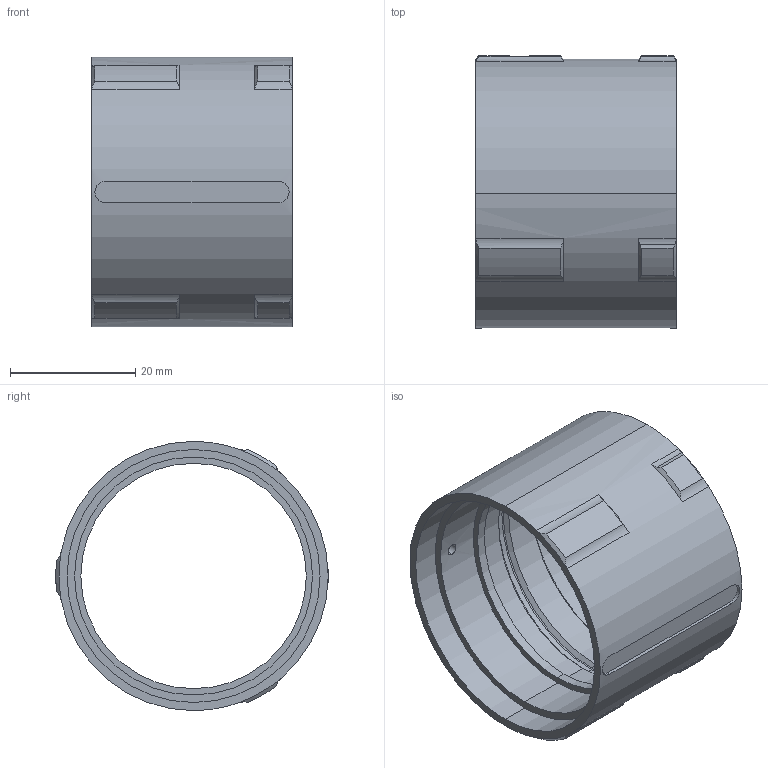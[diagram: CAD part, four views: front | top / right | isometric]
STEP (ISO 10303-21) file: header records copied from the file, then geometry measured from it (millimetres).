
FILE_DESCRIPTION (( 'STEP AP214' ), '1' );
FILE_NAME ('庈狪.713664.004 - 昜譇瘔.STEP', '2024-11-18T13:31:51', ( '' ), ( '' ), 'SwSTEP 2.0', 'SolidWorks 2023', '' );
FILE_SCHEMA (( 'AUTOMOTIVE_DESIGN' ));
Length unit declared in the file: millimetre
Products named in the file (1): КРПГ.713664.004 - Оправа
Bounding box: 32 x 43.5 x 43 mm (x, y, z)
Volume: 8362 mm3; surface area: 9177.5 mm2
Topology: 1 solids, 1 shells, 79 faces, 182 edges, 112 vertices
Faces by surface type: cylinder 44, cone 20, plane 11, torus 4
Entity records: 2571 total; most frequent: CARTESIAN_POINT 702, DIRECTION 392, ORIENTED_EDGE 364, EDGE_CURVE 182, AXIS2_PLACEMENT_3D 164, VERTEX_POINT 112, EDGE_LOOP 90, CIRCLE 84
